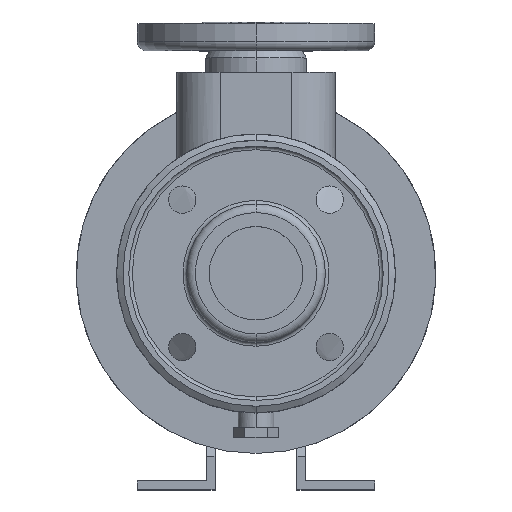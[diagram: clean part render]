
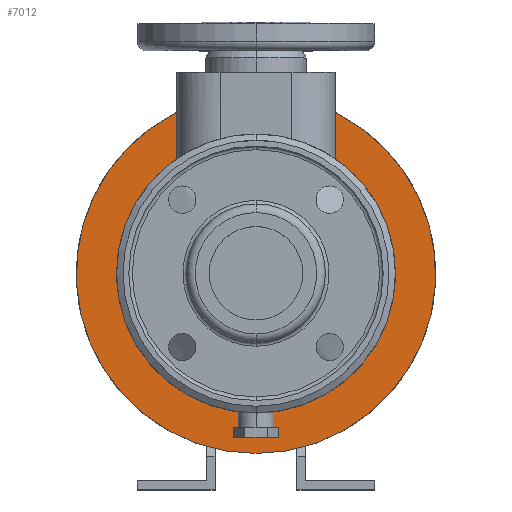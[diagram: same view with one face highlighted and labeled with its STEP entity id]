
A CAD part, top view. The second image highlights one B-rep face of the part: STEP entity #7012.
In plain terms, the highlighted planar face has unit normal (0, 0, 1).
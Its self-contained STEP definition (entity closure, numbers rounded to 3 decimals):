
#158 = CARTESIAN_POINT ( 'NONE',  ( 0., 0., -43. ) ) ;
#218 = CARTESIAN_POINT ( 'NONE',  ( -55., 79.9, -43. ) ) ;
#245 = ORIENTED_EDGE ( 'NONE', *, *, #9504, .F. ) ;
#616 = DIRECTION ( 'NONE',  ( 0., -1., 0. ) ) ;
#769 = AXIS2_PLACEMENT_3D ( 'NONE', #12547, #3723, #10489 ) ;
#960 = DIRECTION ( 'NONE',  ( 0., -1., 0. ) ) ;
#1336 = DIRECTION ( 'NONE',  ( 0., -1., 0. ) ) ;
#1948 = VERTEX_POINT ( 'NONE', #3537 ) ;
#2008 = CIRCLE ( 'NONE', #7633, 97. ) ;
#2177 = CIRCLE ( 'NONE', #769, 125. ) ;
#2396 = DIRECTION ( 'NONE',  ( 0., 1., 0. ) ) ;
#2678 = DIRECTION ( 'NONE',  ( 0., 0., 1. ) ) ;
#2883 = DIRECTION ( 'NONE',  ( 0., 1., 0. ) ) ;
#3200 = VECTOR ( 'NONE', #10958, 1000. ) ;
#3334 = ORIENTED_EDGE ( 'NONE', *, *, #6828, .T. ) ;
#3537 = CARTESIAN_POINT ( 'NONE',  ( 55., 79.9, -43. ) ) ;
#3723 = DIRECTION ( 'NONE',  ( 0., 0., 1. ) ) ;
#4179 = EDGE_CURVE ( 'NONE', #11299, #5113, #2177, .T. ) ;
#4438 = CARTESIAN_POINT ( 'NONE',  ( -55., -125.002, -43. ) ) ;
#4499 = EDGE_LOOP ( 'NONE', ( #245, #5505, #8749, #3334, #5833, #8210 ) ) ;
#4545 = CARTESIAN_POINT ( 'NONE',  ( 0., 0., -43. ) ) ;
#4561 = CARTESIAN_POINT ( 'NONE',  ( 55., 112.25, -43. ) ) ;
#5113 = VERTEX_POINT ( 'NONE', #14392 ) ;
#5501 = AXIS2_PLACEMENT_3D ( 'NONE', #4545, #6459, #960 ) ;
#5505 = ORIENTED_EDGE ( 'NONE', *, *, #9629, .F. ) ;
#5766 = LINE ( 'NONE', #4438, #12801 ) ;
#5833 = ORIENTED_EDGE ( 'NONE', *, *, #4179, .T. ) ;
#6065 = VERTEX_POINT ( 'NONE', #4561 ) ;
#6459 = DIRECTION ( 'NONE',  ( 0., 0., 1. ) ) ;
#6468 = EDGE_CURVE ( 'NONE', #5113, #6065, #13513, .T. ) ;
#6479 = PLANE ( 'NONE',  #7872 ) ;
#6828 = EDGE_CURVE ( 'NONE', #11104, #11299, #5766, .T. ) ;
#6970 = CIRCLE ( 'NONE', #9534, 97. ) ;
#7012 = ADVANCED_FACE ( 'NONE', ( #10683 ), #6479, .F. ) ;
#7438 = VERTEX_POINT ( 'NONE', #8777 ) ;
#7570 = CARTESIAN_POINT ( 'NONE',  ( 55., -125.002, -43. ) ) ;
#7633 = AXIS2_PLACEMENT_3D ( 'NONE', #12820, #2678, #616 ) ;
#7872 = AXIS2_PLACEMENT_3D ( 'NONE', #12960, #11930, #2883 ) ;
#8025 = CARTESIAN_POINT ( 'NONE',  ( -55., 112.25, -43. ) ) ;
#8210 = ORIENTED_EDGE ( 'NONE', *, *, #6468, .T. ) ;
#8749 = ORIENTED_EDGE ( 'NONE', *, *, #8766, .F. ) ;
#8766 = EDGE_CURVE ( 'NONE', #11104, #7438, #2008, .T. ) ;
#8777 = CARTESIAN_POINT ( 'NONE',  ( 0., -97., -43. ) ) ;
#9504 = EDGE_CURVE ( 'NONE', #1948, #6065, #13169, .T. ) ;
#9534 = AXIS2_PLACEMENT_3D ( 'NONE', #158, #14493, #1336 ) ;
#9629 = EDGE_CURVE ( 'NONE', #7438, #1948, #6970, .T. ) ;
#10489 = DIRECTION ( 'NONE',  ( 0., -1., 0. ) ) ;
#10683 = FACE_OUTER_BOUND ( 'NONE', #4499, .T. ) ;
#10958 = DIRECTION ( 'NONE',  ( 0., 1., 0. ) ) ;
#11104 = VERTEX_POINT ( 'NONE', #218 ) ;
#11299 = VERTEX_POINT ( 'NONE', #8025 ) ;
#11930 = DIRECTION ( 'NONE',  ( 0., 0., -1. ) ) ;
#12547 = CARTESIAN_POINT ( 'NONE',  ( 0., 0., -43. ) ) ;
#12801 = VECTOR ( 'NONE', #2396, 1000. ) ;
#12820 = CARTESIAN_POINT ( 'NONE',  ( 0., 0., -43. ) ) ;
#12960 = CARTESIAN_POINT ( 'NONE',  ( 0., 97., -43. ) ) ;
#13169 = LINE ( 'NONE', #7570, #3200 ) ;
#13513 = CIRCLE ( 'NONE', #5501, 125. ) ;
#14392 = CARTESIAN_POINT ( 'NONE',  ( 0., -125., -43. ) ) ;
#14493 = DIRECTION ( 'NONE',  ( 0., 0., 1. ) ) ;
